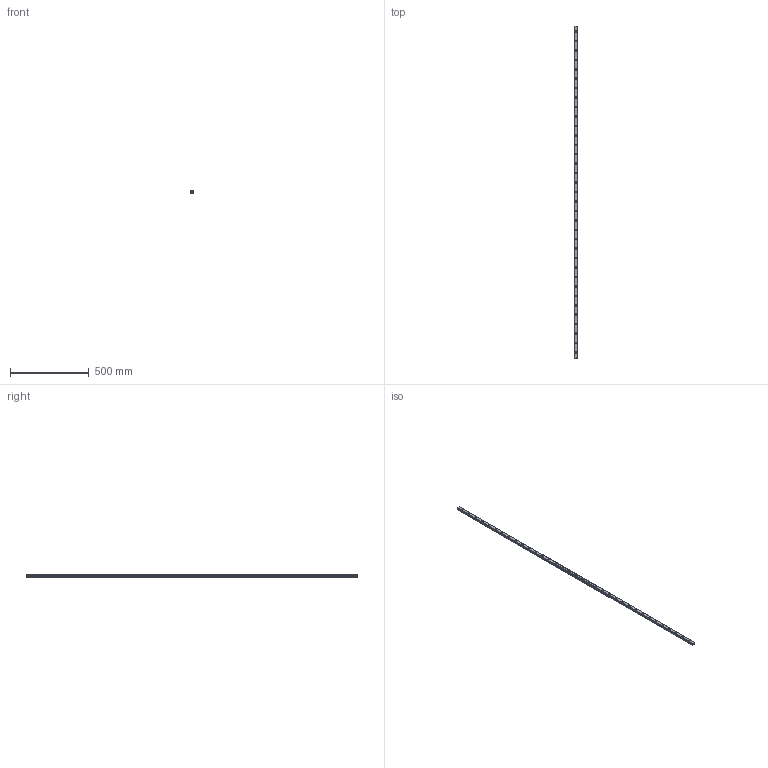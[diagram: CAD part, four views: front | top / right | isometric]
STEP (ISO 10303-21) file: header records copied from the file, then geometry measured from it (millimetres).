
FILE_DESCRIPTION(('STEP AP214'),'1');
FILE_NAME('cctmp_CE278B4A-EAAC-493E-95C0-AE313EB87CF4_2021_02_09_11_46_45_0964..stp','2021-02-09T10:46:46',('HIWIN GmbH'),('CADClick - www.CADClick.com'),'Spatial InterOp 3D',' ','unknown authorization');
FILE_SCHEMA(('AUTOMOTIVE_DESIGN'));
Length unit declared in the file: millimetre
Products named in the file (1): EGR20R2110C_FILE
Bounding box: 20 x 2110 x 15.5 mm (x, y, z)
Volume: 566344.6 mm3; surface area: 168805.8 mm2
Topology: 1 solids, 1 shells, 523 faces, 1201 edges, 754 vertices
Faces by surface type: plane 295, cylinder 228
Entity records: 19059 total; most frequent: DIRECTION 2845, CARTESIAN_POINT 2479, ORIENTED_EDGE 2402, EDGE_CURVE 1201, AXIS2_PLACEMENT_3D 1120, VERTEX_POINT 754, LINE 605, VECTOR 605
